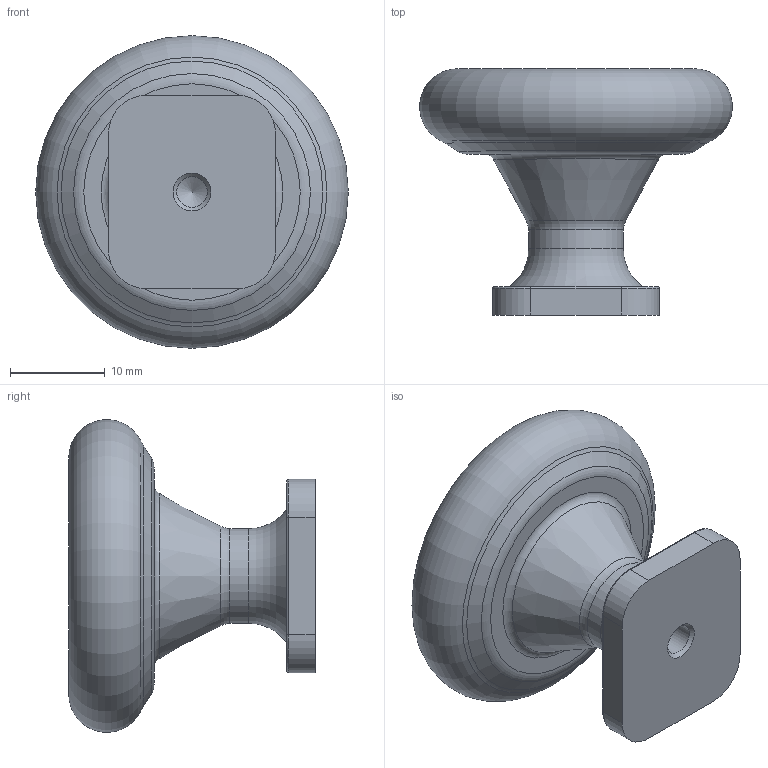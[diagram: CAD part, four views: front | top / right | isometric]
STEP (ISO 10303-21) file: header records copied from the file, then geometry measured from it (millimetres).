
FILE_DESCRIPTION(/* description */ (''),/* implementation_level */ '2;1');
FILE_NAME(/* name */ 'GZ-LORENA.stp',/* time_stamp */ '2021-11-25T12:34:16+01:00',/* author */ ('tomaszw'),/* organization */ (''),/* preprocessor_version */ 'ST-DEVELOPER v18.1',/* originating_system */ 'Autodesk Inventor 2021',/* authorisation */ '');
FILE_SCHEMA (('AUTOMOTIVE_DESIGN { 1 0 10303 214 3 1 1 }'));
Length unit declared in the file: millimetre
Products named in the file (1): GZ-LORENA
Bounding box: 32.99 x 26 x 32.99 mm (x, y, z)
Volume: 9407 mm3; surface area: 3409.2 mm2
Topology: 1 solids, 1 shells, 32 faces, 73 edges, 45 vertices
Faces by surface type: cylinder 10, torus 10, plane 8, cone 4
Full cylindrical faces by diameter (mm): 3.242 x1, 10 x1
Entity records: 951 total; most frequent: DIRECTION 184, CARTESIAN_POINT 150, ORIENTED_EDGE 144, AXIS2_PLACEMENT_3D 79, EDGE_CURVE 72, CIRCLE 46, VERTEX_POINT 45, EDGE_LOOP 35
